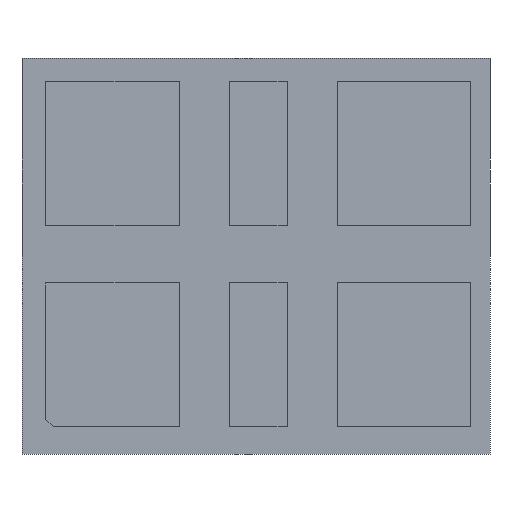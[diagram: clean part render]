
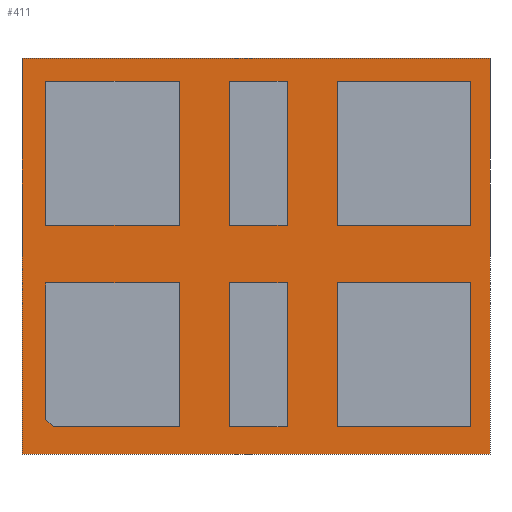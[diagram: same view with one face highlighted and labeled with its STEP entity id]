
A CAD part, front view. The second image highlights one B-rep face of the part: STEP entity #411.
In plain terms, the highlighted planar face has unit normal (0, -1, 0).
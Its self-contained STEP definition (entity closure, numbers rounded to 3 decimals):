
#60 = DIRECTION ( 'NONE',  ( -1., 0., 0. ) ) ;
#103 = EDGE_CURVE ( 'NONE', #1172, #1031, #808, .T. ) ;
#105 = DIRECTION ( 'NONE',  ( 0., 0., -1. ) ) ;
#124 = FACE_OUTER_BOUND ( 'NONE', #204, .T. ) ;
#130 = ORIENTED_EDGE ( 'NONE', *, *, #401, .F. ) ;
#149 = DIRECTION ( 'NONE',  ( 0., 0., 1. ) ) ;
#204 = EDGE_LOOP ( 'NONE', ( #673, #130, #665, #1144 ) ) ;
#280 = LINE ( 'NONE', #751, #853 ) ;
#313 = VECTOR ( 'NONE', #149, 1000. ) ;
#327 = CARTESIAN_POINT ( 'NONE',  ( -0.032, 0.05, -0.025 ) ) ;
#338 = DIRECTION ( 'NONE',  ( 0., 0., -1. ) ) ;
#401 = EDGE_CURVE ( 'NONE', #604, #1172, #444, .T. ) ;
#411 = ADVANCED_FACE ( 'NONE', ( #124 ), #1195, .T. ) ;
#425 = DIRECTION ( 'NONE',  ( 0., -1., 0. ) ) ;
#438 = DIRECTION ( 'NONE',  ( 1., 0., 0. ) ) ;
#444 = LINE ( 'NONE', #709, #1075 ) ;
#592 = EDGE_CURVE ( 'NONE', #1031, #1032, #1164, .T. ) ;
#604 = VERTEX_POINT ( 'NONE', #992 ) ;
#610 = CARTESIAN_POINT ( 'NONE',  ( -0.032, 0.05, -0.025 ) ) ;
#621 = CARTESIAN_POINT ( 'NONE',  ( -0.032, 0.05, -0.025 ) ) ;
#665 = ORIENTED_EDGE ( 'NONE', *, *, #745, .F. ) ;
#673 = ORIENTED_EDGE ( 'NONE', *, *, #103, .F. ) ;
#709 = CARTESIAN_POINT ( 'NONE',  ( -0.032, 0.05, -5.525 ) ) ;
#745 = EDGE_CURVE ( 'NONE', #1032, #604, #280, .T. ) ;
#751 = CARTESIAN_POINT ( 'NONE',  ( 6.468, 0.05, -0.025 ) ) ;
#799 = CARTESIAN_POINT ( 'NONE',  ( -0.032, 0.05, -0.025 ) ) ;
#808 = LINE ( 'NONE', #610, #313 ) ;
#853 = VECTOR ( 'NONE', #105, 1000. ) ;
#883 = CARTESIAN_POINT ( 'NONE',  ( 6.468, 0.05, -0.025 ) ) ;
#992 = CARTESIAN_POINT ( 'NONE',  ( 6.468, 0.05, -5.525 ) ) ;
#995 = VECTOR ( 'NONE', #438, 1000. ) ;
#998 = AXIS2_PLACEMENT_3D ( 'NONE', #799, #425, #338 ) ;
#1031 = VERTEX_POINT ( 'NONE', #327 ) ;
#1032 = VERTEX_POINT ( 'NONE', #883 ) ;
#1075 = VECTOR ( 'NONE', #60, 1000. ) ;
#1093 = CARTESIAN_POINT ( 'NONE',  ( -0.032, 0.05, -5.525 ) ) ;
#1144 = ORIENTED_EDGE ( 'NONE', *, *, #592, .F. ) ;
#1164 = LINE ( 'NONE', #621, #995 ) ;
#1172 = VERTEX_POINT ( 'NONE', #1093 ) ;
#1195 = PLANE ( 'NONE',  #998 ) ;
